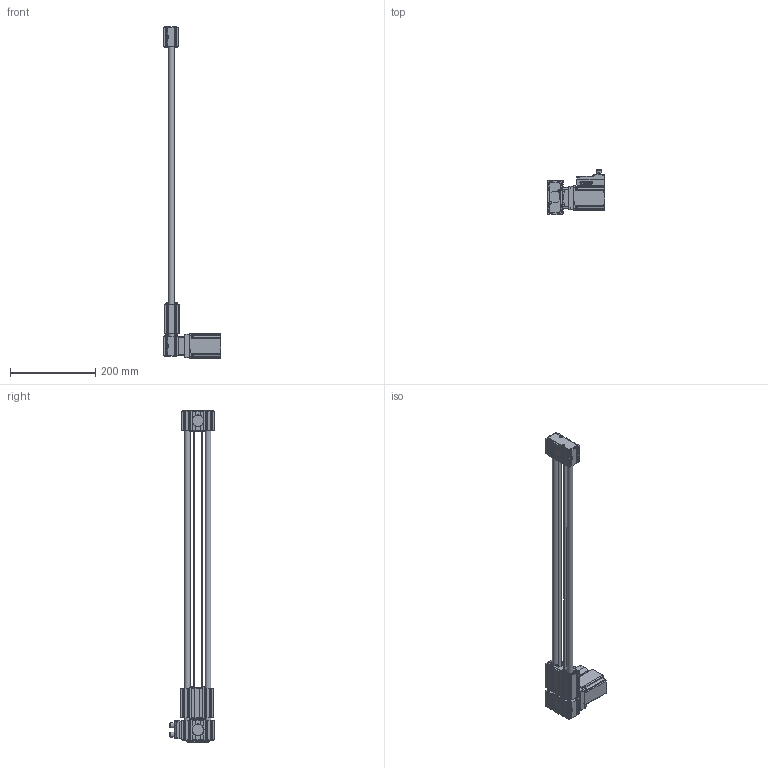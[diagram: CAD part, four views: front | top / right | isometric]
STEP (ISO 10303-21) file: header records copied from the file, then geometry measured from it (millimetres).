
FILE_DESCRIPTION(/* description */ ('STEP AP214'),/* implementation_level */ '2;1');
FILE_NAME(/* name */ '8083936_ELGE-TB-35-600-0H-ST-M-H1-PLK-AA-AT-FR',/* time_stamp */ '2024-08-27T19:53:45+02:00',/* author */ ('License CC BY-ND 4.0'),/* organization */ ('CADENAS'),/* preprocessor_version */ 'ST-DEVELOPER v19.3',/* originating_system */ 'PARTsolutions',/* authorisation */ ' ');
FILE_SCHEMA (('AUTOMOTIVE_DESIGN {1 0 10303 214 3 1 1}'));
Products named in the file (12): 8083936 ELGE-TB-35-600-0H-ST-M-H1-PLK-AA-AT-FR---(0); 732019 ELGR-TB-35-600-0H-ST---G; 716451 DGC-50-TB; 732005 ELGR---(SK_-); 1133397 EAMK-A-R27-38A---(3O); DIN-912 - M3x14(F); 1107516 ELGR-35; 560692 EAMF-A-38A-57A(3A10); DIN-912 - M5x14(F); DIN-912 - M4x12(F); 561292 EAMD-16-15-6.35-8x10; 8084400 EMCS-57---(high)
Assembly tree (23 placements, depth 2):
  8083936 ELGE-TB-35-600-0H-ST-M-H1-PLK-AA-AT-FR---(0)
    732019 ELGR-TB-35-600-0H-ST---G
    716451 DGC-50-TB  x3
    732005 ELGR---(SK_-)
    1133397 EAMK-A-R27-38A---(3O)
    DIN-912 - M3x14(F)  x4
    1107516 ELGR-35  x2
    560692 EAMF-A-38A-57A(3A10)
    DIN-912 - M5x14(F)  x4
    DIN-912 - M4x12(F)  x4
    561292 EAMD-16-15-6.35-8x10
    8084400 EMCS-57---(high)
Bounding box: 134.5 x 106.3 x 780.8 mm (x, y, z)
Volume: 875782.2 mm3; surface area: 257936.7 mm2
Topology: 23 solids, 31 shells, 2485 faces, 6530 edges, 4209 vertices
Faces by surface type: plane 1215, cylinder 997, cone 234, torus 39
Full cylindrical faces by diameter (mm): 0.8 x8, 1.5 x4, 1.567 x1, 2 x2, 2.459 x4, 3 x4, 3.2 x4, 3.242 x4, 3.3 x4, 3.6 x4, 3.8 x1, 4 x4, 4.134 x4, 4.4 x4, 5 x8, 5.5 x29, 6 x4, 6.2 x1, 6.35 x1, 7 x12, 8 x6, 8.5 x4, 9 x1, 9.02 x2, 10.7 x2, 12 x2, 14 x6, 15 x4, 16 x1, 17.96 x2
Entity records: 82488 total; most frequent: CARTESIAN_POINT 12483, DIRECTION 12044, ORIENTED_EDGE 11286, EDGE_CURVE 5643, AXIS2_PLACEMENT_3D 4395, VERTEX_POINT 3849, LINE 3254, VECTOR 3254
